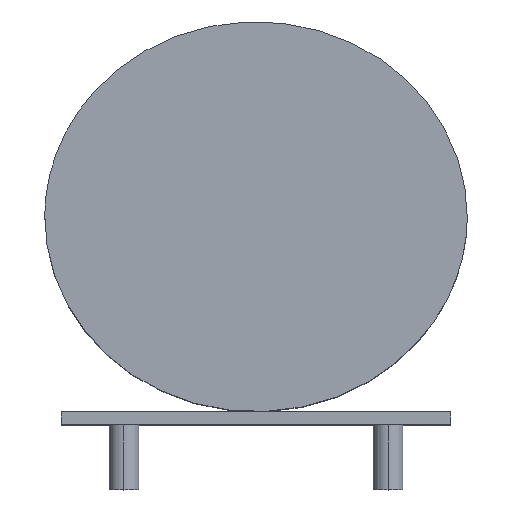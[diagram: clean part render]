
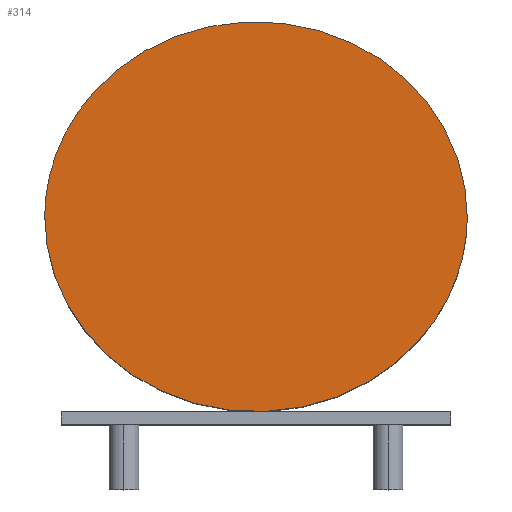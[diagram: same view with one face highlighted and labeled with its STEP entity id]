
A CAD part, top view. The second image highlights one B-rep face of the part: STEP entity #314.
In plain terms, the highlighted planar face has unit normal (0, 0, 1).
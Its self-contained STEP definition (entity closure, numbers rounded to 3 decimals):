
#68 = DIRECTION ( 'NONE',  ( 1., 0., 0. ) ) ;
#73 = DIRECTION ( 'NONE',  ( 0., 0., 1. ) ) ;
#104 =( BOUNDED_CURVE ( )  B_SPLINE_CURVE ( 3, ( #457, #505, #269, #591 ),
 .UNSPECIFIED., .F., .F. ) 
 B_SPLINE_CURVE_WITH_KNOTS ( ( 4, 4 ),
 ( 3.142, 6.283 ),
 .UNSPECIFIED. ) 
 CURVE ( )  GEOMETRIC_REPRESENTATION_ITEM ( )  RATIONAL_B_SPLINE_CURVE ( ( 1., 0.333, 0.333, 1. ) ) 
 REPRESENTATION_ITEM ( '' )  );
#115 = CARTESIAN_POINT ( 'NONE',  ( 16.25, 15., 21. ) ) ;
#119 = VERTEX_POINT ( 'NONE', #342 ) ;
#144 = ORIENTED_EDGE ( 'NONE', *, *, #344, .T. ) ;
#180 = PLANE ( 'NONE',  #472 ) ;
#216 = VERTEX_POINT ( 'NONE', #115 ) ;
#240 = CARTESIAN_POINT ( 'NONE',  ( -16.25, 15., 21. ) ) ;
#269 = CARTESIAN_POINT ( 'NONE',  ( 16.25, -15., 21. ) ) ;
#314 = ADVANCED_FACE ( 'NONE', ( #439 ), #180, .T. ) ;
#336 = CARTESIAN_POINT ( 'NONE',  ( 16.25, 45., 21. ) ) ;
#342 = CARTESIAN_POINT ( 'NONE',  ( -16.25, 15., 21. ) ) ;
#344 = EDGE_CURVE ( 'NONE', #119, #216, #104, .T. ) ;
#357 = ORIENTED_EDGE ( 'NONE', *, *, #515, .T. ) ;
#439 = FACE_OUTER_BOUND ( 'NONE', #453, .T. ) ;
#453 = EDGE_LOOP ( 'NONE', ( #357, #144 ) ) ;
#457 = CARTESIAN_POINT ( 'NONE',  ( -16.25, 15., 21. ) ) ;
#460 = CARTESIAN_POINT ( 'NONE',  ( 0., 15., 21. ) ) ;
#472 = AXIS2_PLACEMENT_3D ( 'NONE', #460, #73, #68 ) ;
#505 = CARTESIAN_POINT ( 'NONE',  ( -16.25, -15., 21. ) ) ;
#515 = EDGE_CURVE ( 'NONE', #216, #119, #620, .T. ) ;
#569 = CARTESIAN_POINT ( 'NONE',  ( 16.25, 15., 21. ) ) ;
#591 = CARTESIAN_POINT ( 'NONE',  ( 16.25, 15., 21. ) ) ;
#613 = CARTESIAN_POINT ( 'NONE',  ( -16.25, 45., 21. ) ) ;
#620 =( BOUNDED_CURVE ( )  B_SPLINE_CURVE ( 3, ( #569, #336, #613, #240 ),
 .UNSPECIFIED., .F., .T. ) 
 B_SPLINE_CURVE_WITH_KNOTS ( ( 4, 4 ),
 ( 0., 3.142 ),
 .UNSPECIFIED. ) 
 CURVE ( )  GEOMETRIC_REPRESENTATION_ITEM ( )  RATIONAL_B_SPLINE_CURVE ( ( 1., 0.333, 0.333, 1. ) ) 
 REPRESENTATION_ITEM ( '' )  );
